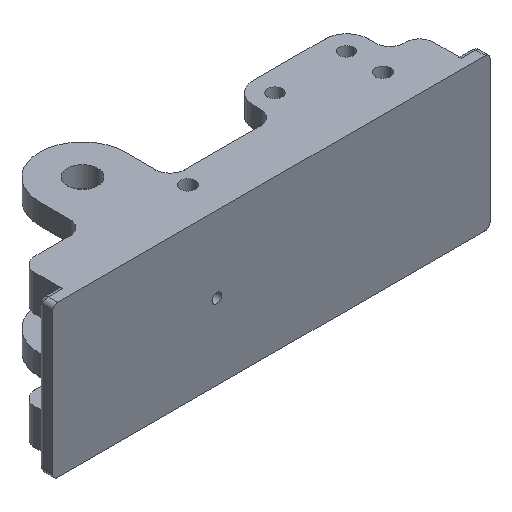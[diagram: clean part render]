
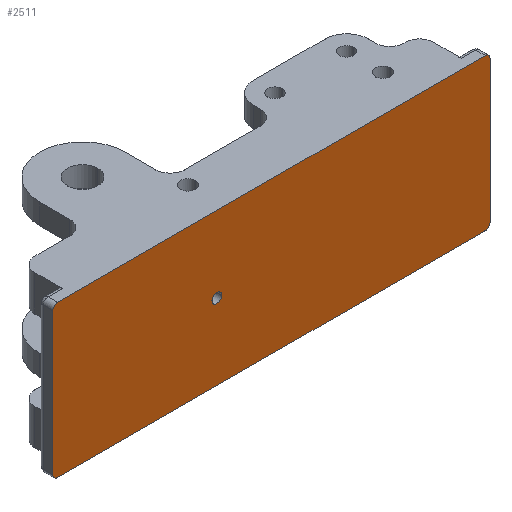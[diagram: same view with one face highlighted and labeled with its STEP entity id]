
A CAD part, isometric view. The second image highlights one B-rep face of the part: STEP entity #2511.
In plain terms, the highlighted planar face has unit normal (0, -1, 0).
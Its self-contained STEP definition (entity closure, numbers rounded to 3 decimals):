
#25 = AXIS2_PLACEMENT_3D ( 'NONE', #67, #1197, #193 ) ;
#38 = EDGE_CURVE ( 'NONE', #1596, #1402, #837, .T. ) ;
#67 = CARTESIAN_POINT ( 'NONE',  ( 15.875, -20.112, 61.175 ) ) ;
#175 = PLANE ( 'NONE',  #25 ) ;
#193 = DIRECTION ( 'NONE',  ( 0., 0., 1. ) ) ;
#230 = LINE ( 'NONE', #1465, #1987 ) ;
#243 = AXIS2_PLACEMENT_3D ( 'NONE', #2791, #2795, #2816 ) ;
#260 = VERTEX_POINT ( 'NONE', #1868 ) ;
#268 = ORIENTED_EDGE ( 'NONE', *, *, #804, .F. ) ;
#301 = CARTESIAN_POINT ( 'NONE',  ( -15.875, -20.112, 64.175 ) ) ;
#363 = FACE_OUTER_BOUND ( 'NONE', #2021, .T. ) ;
#393 = CARTESIAN_POINT ( 'NONE',  ( 14.875, -20.113, -26.325 ) ) ;
#407 = LINE ( 'NONE', #1224, #2671 ) ;
#459 = LINE ( 'NONE', #2460, #1112 ) ;
#498 = CARTESIAN_POINT ( 'NONE',  ( -14.875, -20.113, -25.325 ) ) ;
#513 = VERTEX_POINT ( 'NONE', #301 ) ;
#627 = ORIENTED_EDGE ( 'NONE', *, *, #38, .T. ) ;
#804 = EDGE_CURVE ( 'NONE', #1129, #1980, #2544, .T. ) ;
#811 = VERTEX_POINT ( 'NONE', #1521 ) ;
#828 = VECTOR ( 'NONE', #1620, 1000. ) ;
#837 = CIRCLE ( 'NONE', #243, 1. ) ;
#871 = ORIENTED_EDGE ( 'NONE', *, *, #1446, .T. ) ;
#937 = AXIS2_PLACEMENT_3D ( 'NONE', #2557, #2535, #1085 ) ;
#951 = AXIS2_PLACEMENT_3D ( 'NONE', #2394, #2398, #2404 ) ;
#959 = AXIS2_PLACEMENT_3D ( 'NONE', #1756, #2281, #2327 ) ;
#995 = ORIENTED_EDGE ( 'NONE', *, *, #1297, .T. ) ;
#997 = DIRECTION ( 'NONE',  ( 1., 0., 0. ) ) ;
#1025 = AXIS2_PLACEMENT_3D ( 'NONE', #498, #1790, #2702 ) ;
#1039 = AXIS2_PLACEMENT_3D ( 'NONE', #1770, #2482, #2735 ) ;
#1085 = DIRECTION ( 'NONE',  ( 0., 0., 1. ) ) ;
#1112 = VECTOR ( 'NONE', #2449, 1000. ) ;
#1129 = VERTEX_POINT ( 'NONE', #2502 ) ;
#1153 = CARTESIAN_POINT ( 'NONE',  ( 0., -20.113, 7. ) ) ;
#1189 = VERTEX_POINT ( 'NONE', #1652 ) ;
#1197 = DIRECTION ( 'NONE',  ( 0., 1., 0. ) ) ;
#1214 = EDGE_CURVE ( 'NONE', #513, #811, #230, .T. ) ;
#1224 = CARTESIAN_POINT ( 'NONE',  ( 15.875, -20.113, -26.325 ) ) ;
#1265 = CARTESIAN_POINT ( 'NONE',  ( 15.875, -20.113, -25.325 ) ) ;
#1274 = EDGE_CURVE ( 'NONE', #1189, #2401, #407, .T. ) ;
#1295 = EDGE_CURVE ( 'NONE', #811, #1189, #2628, .T. ) ;
#1297 = EDGE_CURVE ( 'NONE', #1402, #1596, #2133, .T. ) ;
#1327 = ORIENTED_EDGE ( 'NONE', *, *, #1214, .T. ) ;
#1386 = EDGE_CURVE ( 'NONE', #2401, #1980, #2796, .T. ) ;
#1402 = VERTEX_POINT ( 'NONE', #2306 ) ;
#1413 = EDGE_CURVE ( 'NONE', #1129, #1946, #2293, .T. ) ;
#1441 = EDGE_CURVE ( 'NONE', #1946, #260, #459, .T. ) ;
#1446 = EDGE_CURVE ( 'NONE', #260, #513, #1675, .T. ) ;
#1465 = CARTESIAN_POINT ( 'NONE',  ( -15.875, -20.112, 61.175 ) ) ;
#1516 = ORIENTED_EDGE ( 'NONE', *, *, #1441, .T. ) ;
#1521 = CARTESIAN_POINT ( 'NONE',  ( -15.875, -20.113, -25.325 ) ) ;
#1582 = ORIENTED_EDGE ( 'NONE', *, *, #1386, .T. ) ;
#1596 = VERTEX_POINT ( 'NONE', #1153 ) ;
#1620 = DIRECTION ( 'NONE',  ( 0., 0., -1. ) ) ;
#1652 = CARTESIAN_POINT ( 'NONE',  ( -14.875, -20.113, -26.325 ) ) ;
#1654 = ORIENTED_EDGE ( 'NONE', *, *, #1295, .T. ) ;
#1675 = CIRCLE ( 'NONE', #937, 1. ) ;
#1756 = CARTESIAN_POINT ( 'NONE',  ( 14.875, -20.113, -25.325 ) ) ;
#1770 = CARTESIAN_POINT ( 'NONE',  ( 0., -20.113, 8. ) ) ;
#1790 = DIRECTION ( 'NONE',  ( 0., -1., 0. ) ) ;
#1839 = CARTESIAN_POINT ( 'NONE',  ( 15.875, -20.112, 61.175 ) ) ;
#1868 = CARTESIAN_POINT ( 'NONE',  ( -14.875, -20.112, 65.175 ) ) ;
#1870 = EDGE_LOOP ( 'NONE', ( #995, #627 ) ) ;
#1946 = VERTEX_POINT ( 'NONE', #2716 ) ;
#1980 = VERTEX_POINT ( 'NONE', #1265 ) ;
#1987 = VECTOR ( 'NONE', #2024, 1000. ) ;
#2021 = EDGE_LOOP ( 'NONE', ( #1327, #1654, #2830, #1582, #268, #2280, #1516, #871 ) ) ;
#2024 = DIRECTION ( 'NONE',  ( 0., 0., -1. ) ) ;
#2133 = CIRCLE ( 'NONE', #1039, 1. ) ;
#2280 = ORIENTED_EDGE ( 'NONE', *, *, #1413, .T. ) ;
#2281 = DIRECTION ( 'NONE',  ( 0., -1., 0. ) ) ;
#2293 = CIRCLE ( 'NONE', #951, 1. ) ;
#2306 = CARTESIAN_POINT ( 'NONE',  ( 0., -20.113, 9. ) ) ;
#2327 = DIRECTION ( 'NONE',  ( 0., 0., 1. ) ) ;
#2394 = CARTESIAN_POINT ( 'NONE',  ( 14.875, -20.112, 64.175 ) ) ;
#2398 = DIRECTION ( 'NONE',  ( 0., -1., 0. ) ) ;
#2401 = VERTEX_POINT ( 'NONE', #393 ) ;
#2404 = DIRECTION ( 'NONE',  ( 0., 0., 1. ) ) ;
#2449 = DIRECTION ( 'NONE',  ( -1., 0., 0. ) ) ;
#2460 = CARTESIAN_POINT ( 'NONE',  ( -15.875, -20.112, 65.175 ) ) ;
#2482 = DIRECTION ( 'NONE',  ( 0., 1., 0. ) ) ;
#2502 = CARTESIAN_POINT ( 'NONE',  ( 15.875, -20.112, 64.175 ) ) ;
#2511 = ADVANCED_FACE ( 'NONE', ( #2644, #363 ), #175, .F. ) ;
#2535 = DIRECTION ( 'NONE',  ( 0., -1., 0. ) ) ;
#2544 = LINE ( 'NONE', #1839, #828 ) ;
#2557 = CARTESIAN_POINT ( 'NONE',  ( -14.875, -20.112, 64.175 ) ) ;
#2628 = CIRCLE ( 'NONE', #1025, 1. ) ;
#2644 = FACE_BOUND ( 'NONE', #1870, .T. ) ;
#2671 = VECTOR ( 'NONE', #997, 1000. ) ;
#2702 = DIRECTION ( 'NONE',  ( 0., 0., 1. ) ) ;
#2716 = CARTESIAN_POINT ( 'NONE',  ( 14.875, -20.112, 65.175 ) ) ;
#2735 = DIRECTION ( 'NONE',  ( 0., 0., 1. ) ) ;
#2791 = CARTESIAN_POINT ( 'NONE',  ( 0., -20.113, 8. ) ) ;
#2795 = DIRECTION ( 'NONE',  ( 0., 1., 0. ) ) ;
#2796 = CIRCLE ( 'NONE', #959, 1. ) ;
#2816 = DIRECTION ( 'NONE',  ( 0., 0., 1. ) ) ;
#2830 = ORIENTED_EDGE ( 'NONE', *, *, #1274, .T. ) ;
